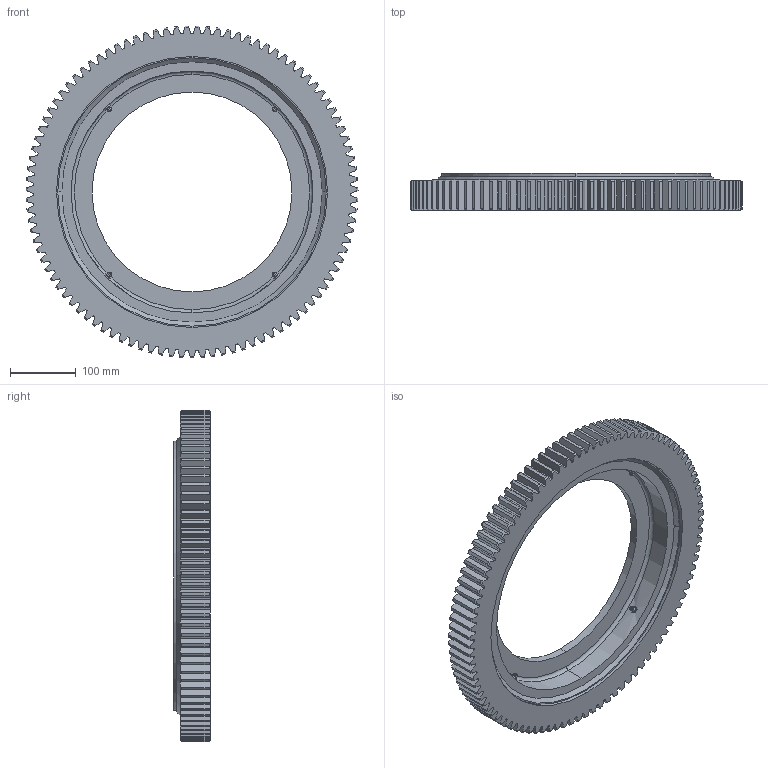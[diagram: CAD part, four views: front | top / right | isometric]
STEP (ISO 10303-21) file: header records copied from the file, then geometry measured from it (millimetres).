
FILE_DESCRIPTION (( 'STEP AP203' ), '1' );
FILE_NAME ('21-0411-00.STEP', '2017-12-27T14:36:48', ( 'defontaine' ), ( 'Hewlett-Packard Company' ), 'SwSTEP 2.0', 'SolidWorks 2016', '' );
FILE_SCHEMA (( 'CONFIG_CONTROL_DESIGN' ));
Length unit declared in the file: millimetre
Products named in the file (1): 21-0411-00
Bounding box: 504.99 x 56 x 504.93 mm (x, y, z)
Volume: 3896124.5 mm3; surface area: 666870.8 mm2
Topology: 9 solids, 9 shells, 757 faces, 2131 edges, 1405 vertices
Faces by surface type: plane 253, cylinder 235, cone 231, torus 28, sphere 10
Entity records: 25563 total; most frequent: CARTESIAN_POINT 5988, ORIENTED_EDGE 4252, DIRECTION 4010, EDGE_CURVE 2126, AXIS2_PLACEMENT_3D 1538, VERTEX_POINT 1402, VECTOR 934, LINE 934
